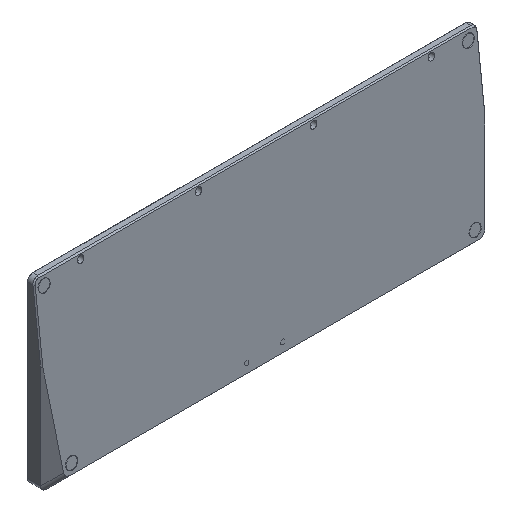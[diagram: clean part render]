
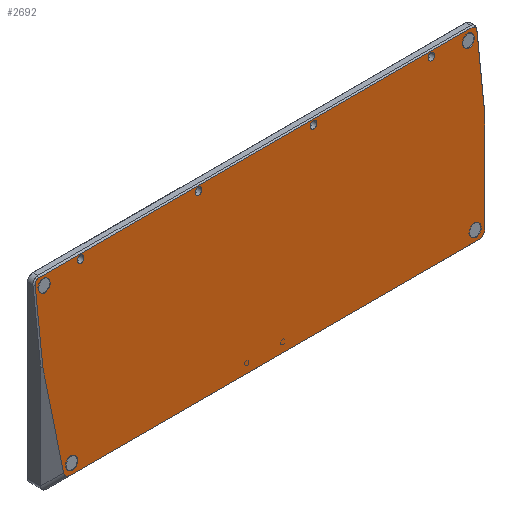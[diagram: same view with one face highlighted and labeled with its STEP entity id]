
A CAD part, isometric view. The second image highlights one B-rep face of the part: STEP entity #2692.
In plain terms, the highlighted planar face has unit normal (0, -0.994, 0.113).
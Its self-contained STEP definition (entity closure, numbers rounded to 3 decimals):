
#34=ELLIPSE('',#2916,10.955,7.);
#35=ELLIPSE('',#2917,10.955,7.);
#36=ELLIPSE('',#2920,3.019,3.);
#37=ELLIPSE('',#2921,3.019,3.);
#38=ELLIPSE('',#2922,3.019,3.);
#39=ELLIPSE('',#2923,3.019,3.);
#42=B_SPLINE_CURVE_WITH_KNOTS('',3,(#4010,#4011,#4012,#4013,#4014,#4015,
#4016,#4017,#4018,#4019),.UNSPECIFIED.,.F.,.F.,(4,3,3,4),(0.,
0.442,0.885,1.548),.UNSPECIFIED.);
#43=B_SPLINE_CURVE_WITH_KNOTS('',3,(#4053,#4054,#4055,#4056,#4057,#4058),
 .UNSPECIFIED.,.F.,.F.,(4,1,1,4),(-1.548,-1.106,-0.663,
0.),.UNSPECIFIED.);
#46=B_SPLINE_CURVE_WITH_KNOTS('',3,(#4094,#4095,#4096,#4097),
 .UNSPECIFIED.,.F.,.F.,(4,4),(1.548,1.571),
 .UNSPECIFIED.);
#48=B_SPLINE_CURVE_WITH_KNOTS('',3,(#4118,#4119,#4120,#4121),
 .UNSPECIFIED.,.F.,.F.,(4,4),(-1.571,-1.548),
 .UNSPECIFIED.);
#125=FACE_BOUND('',#467,.T.);
#126=FACE_BOUND('',#468,.T.);
#127=FACE_BOUND('',#469,.T.);
#128=FACE_BOUND('',#470,.T.);
#129=FACE_BOUND('',#471,.T.);
#130=FACE_BOUND('',#472,.T.);
#131=FACE_BOUND('',#473,.T.);
#132=FACE_BOUND('',#474,.T.);
#186=PLANE('',#2915);
#290=FACE_OUTER_BOUND('',#466,.T.);
#466=EDGE_LOOP('',(#2135,#2136,#2137,#2138,#2139,#2140,#2141,#2142,#2143,
#2144,#2145,#2146));
#467=EDGE_LOOP('',(#2147));
#468=EDGE_LOOP('',(#2148));
#469=EDGE_LOOP('',(#2149));
#470=EDGE_LOOP('',(#2150));
#471=EDGE_LOOP('',(#2151));
#472=EDGE_LOOP('',(#2152));
#473=EDGE_LOOP('',(#2153));
#474=EDGE_LOOP('',(#2154));
#606=LINE('',#3970,#851);
#612=LINE('',#4024,#857);
#618=LINE('',#4073,#863);
#621=LINE('',#4129,#866);
#666=LINE('',#4316,#911);
#712=LINE('',#4430,#957);
#851=VECTOR('',#3155,10.);
#857=VECTOR('',#3163,10.);
#863=VECTOR('',#3171,10.);
#866=VECTOR('',#3178,1.);
#911=VECTOR('',#3329,10.);
#957=VECTOR('',#3433,1.);
#1123=CIRCLE('',#2918,5.25);
#1124=CIRCLE('',#2919,5.25);
#1125=CIRCLE('',#2924,5.25);
#1126=CIRCLE('',#2925,5.25);
#1210=VERTEX_POINT('',#3967);
#1211=VERTEX_POINT('',#3969);
#1213=VERTEX_POINT('',#3998);
#1216=VERTEX_POINT('',#4008);
#1218=VERTEX_POINT('',#4022);
#1220=VERTEX_POINT('',#4051);
#1221=VERTEX_POINT('',#4066);
#1224=VERTEX_POINT('',#4071);
#1227=VERTEX_POINT('',#4127);
#1291=VERTEX_POINT('',#4313);
#1292=VERTEX_POINT('',#4315);
#1331=VERTEX_POINT('',#4428);
#1332=VERTEX_POINT('',#4431);
#1333=VERTEX_POINT('',#4433);
#1334=VERTEX_POINT('',#4435);
#1335=VERTEX_POINT('',#4437);
#1336=VERTEX_POINT('',#4439);
#1337=VERTEX_POINT('',#4441);
#1338=VERTEX_POINT('',#4443);
#1339=VERTEX_POINT('',#4445);
#1466=EDGE_CURVE('',#1210,#1211,#606,.T.);
#1472=EDGE_CURVE('',#1216,#1213,#42,.T.);
#1474=EDGE_CURVE('',#1218,#1216,#612,.T.);
#1477=EDGE_CURVE('',#1220,#1218,#43,.T.);
#1482=EDGE_CURVE('',#1224,#1221,#618,.T.);
#1484=EDGE_CURVE('',#1213,#1224,#46,.T.);
#1486=EDGE_CURVE('',#1211,#1220,#48,.T.);
#1490=EDGE_CURVE('',#1227,#1210,#621,.T.);
#1572=EDGE_CURVE('',#1291,#1292,#666,.T.);
#1629=EDGE_CURVE('',#1292,#1227,#34,.T.);
#1630=EDGE_CURVE('',#1331,#1291,#35,.T.);
#1631=EDGE_CURVE('',#1221,#1331,#712,.T.);
#1632=EDGE_CURVE('',#1332,#1332,#1123,.T.);
#1633=EDGE_CURVE('',#1333,#1333,#1124,.T.);
#1634=EDGE_CURVE('',#1334,#1334,#36,.T.);
#1635=EDGE_CURVE('',#1335,#1335,#37,.T.);
#1636=EDGE_CURVE('',#1336,#1336,#38,.T.);
#1637=EDGE_CURVE('',#1337,#1337,#39,.T.);
#1638=EDGE_CURVE('',#1338,#1338,#1125,.T.);
#1639=EDGE_CURVE('',#1339,#1339,#1126,.T.);
#2135=ORIENTED_EDGE('',*,*,#1466,.F.);
#2136=ORIENTED_EDGE('',*,*,#1490,.F.);
#2137=ORIENTED_EDGE('',*,*,#1629,.F.);
#2138=ORIENTED_EDGE('',*,*,#1572,.F.);
#2139=ORIENTED_EDGE('',*,*,#1630,.F.);
#2140=ORIENTED_EDGE('',*,*,#1631,.F.);
#2141=ORIENTED_EDGE('',*,*,#1482,.F.);
#2142=ORIENTED_EDGE('',*,*,#1484,.F.);
#2143=ORIENTED_EDGE('',*,*,#1472,.F.);
#2144=ORIENTED_EDGE('',*,*,#1474,.F.);
#2145=ORIENTED_EDGE('',*,*,#1477,.F.);
#2146=ORIENTED_EDGE('',*,*,#1486,.F.);
#2147=ORIENTED_EDGE('',*,*,#1632,.T.);
#2148=ORIENTED_EDGE('',*,*,#1633,.T.);
#2149=ORIENTED_EDGE('',*,*,#1634,.T.);
#2150=ORIENTED_EDGE('',*,*,#1635,.T.);
#2151=ORIENTED_EDGE('',*,*,#1636,.T.);
#2152=ORIENTED_EDGE('',*,*,#1637,.T.);
#2153=ORIENTED_EDGE('',*,*,#1638,.T.);
#2154=ORIENTED_EDGE('',*,*,#1639,.T.);
#2692=ADVANCED_FACE('',(#290,#125,#126,#127,#128,#129,#130,#131,#132),#186,
 .T.);
#2915=AXIS2_PLACEMENT_3D('',#4426,#3427,#3428);
#2916=AXIS2_PLACEMENT_3D('',#4427,#3429,#3430);
#2917=AXIS2_PLACEMENT_3D('',#4429,#3431,#3432);
#2918=AXIS2_PLACEMENT_3D('',#4432,#3434,#3435);
#2919=AXIS2_PLACEMENT_3D('',#4434,#3436,#3437);
#2920=AXIS2_PLACEMENT_3D('',#4436,#3438,#3439);
#2921=AXIS2_PLACEMENT_3D('',#4438,#3440,#3441);
#2922=AXIS2_PLACEMENT_3D('',#4440,#3442,#3443);
#2923=AXIS2_PLACEMENT_3D('',#4442,#3444,#3445);
#2924=AXIS2_PLACEMENT_3D('',#4444,#3446,#3447);
#2925=AXIS2_PLACEMENT_3D('',#4446,#3448,#3449);
#3155=DIRECTION('',(0.,0.113,0.994));
#3163=DIRECTION('',(1.,0.,0.));
#3171=DIRECTION('',(0.,-0.113,-0.994));
#3178=DIRECTION('',(-0.112,0.112,0.987));
#3329=DIRECTION('',(-1.,0.,0.));
#3427=DIRECTION('center_axis',(0.,-0.994,0.113));
#3428=DIRECTION('ref_axis',(0.,0.113,0.994));
#3429=DIRECTION('center_axis',(0.,0.994,-0.113));
#3430=DIRECTION('ref_axis',(-0.751,-0.075,-0.657));
#3431=DIRECTION('center_axis',(0.,0.994,-0.113));
#3432=DIRECTION('ref_axis',(0.751,-0.075,-0.657));
#3433=DIRECTION('',(-0.112,-0.112,-0.987));
#3434=DIRECTION('center_axis',(0.,0.994,-0.113));
#3435=DIRECTION('ref_axis',(1.,0.,0.));
#3436=DIRECTION('center_axis',(0.,0.994,-0.113));
#3437=DIRECTION('ref_axis',(1.,0.,0.));
#3438=DIRECTION('center_axis',(0.,0.994,-0.113));
#3439=DIRECTION('ref_axis',(0.,0.113,0.994));
#3440=DIRECTION('center_axis',(0.,0.994,-0.113));
#3441=DIRECTION('ref_axis',(0.,0.113,0.994));
#3442=DIRECTION('center_axis',(0.,0.994,-0.113));
#3443=DIRECTION('ref_axis',(0.,0.113,0.994));
#3444=DIRECTION('center_axis',(0.,0.994,-0.113));
#3445=DIRECTION('ref_axis',(0.,0.113,0.994));
#3446=DIRECTION('center_axis',(0.,0.994,-0.113));
#3447=DIRECTION('ref_axis',(1.,0.,0.));
#3448=DIRECTION('center_axis',(0.,0.994,-0.113));
#3449=DIRECTION('ref_axis',(1.,0.,0.));
#3967=CARTESIAN_POINT('',(-201.5,-7.599,-66.699));
#3969=CARTESIAN_POINT('',(-201.5,-0.57,-5.));
#3970=CARTESIAN_POINT('',(-201.5,-9.591,-84.178));
#3998=CARTESIAN_POINT('',(201.499,-0.559,-4.909));
#4008=CARTESIAN_POINT('',(197.5,-0.113,-0.994));
#4010=CARTESIAN_POINT('Ctrl Pts',(197.5,-0.113,-0.994));
#4011=CARTESIAN_POINT('Ctrl Pts',(198.089,-0.113,-0.994));
#4012=CARTESIAN_POINT('Ctrl Pts',(198.677,-0.128,-1.126));
#4013=CARTESIAN_POINT('Ctrl Pts',(199.209,-0.157,-1.378));
#4014=CARTESIAN_POINT('Ctrl Pts',(199.742,-0.186,-1.631));
#4015=CARTESIAN_POINT('Ctrl Pts',(200.219,-0.228,-2.003));
#4016=CARTESIAN_POINT('Ctrl Pts',(200.592,-0.28,-2.46));
#4017=CARTESIAN_POINT('Ctrl Pts',(201.152,-0.358,-3.145));
#4018=CARTESIAN_POINT('Ctrl Pts',(201.479,-0.458,-4.022));
#4019=CARTESIAN_POINT('Ctrl Pts',(201.499,-0.559,-4.909));
#4022=CARTESIAN_POINT('',(-197.5,-0.113,-0.994));
#4024=CARTESIAN_POINT('',(-202.5,-0.113,-0.994));
#4051=CARTESIAN_POINT('',(-201.499,-0.559,-4.909));
#4053=CARTESIAN_POINT('Ctrl Pts',(-201.499,-0.559,
-4.909));
#4054=CARTESIAN_POINT('Ctrl Pts',(-201.486,-0.492,
-4.318));
#4055=CARTESIAN_POINT('Ctrl Pts',(-201.192,-0.358,-3.143));
#4056=CARTESIAN_POINT('Ctrl Pts',(-199.851,-0.171,
-1.502));
#4057=CARTESIAN_POINT('Ctrl Pts',(-198.383,-0.113,
-0.994));
#4058=CARTESIAN_POINT('Ctrl Pts',(-197.5,-0.113,-0.994));
#4066=CARTESIAN_POINT('',(201.5,-7.599,-66.699));
#4071=CARTESIAN_POINT('',(201.5,-0.57,-5.));
#4073=CARTESIAN_POINT('',(201.5,-9.591,-84.178));
#4094=CARTESIAN_POINT('Ctrl Pts',(201.499,-0.559,-4.909));
#4095=CARTESIAN_POINT('Ctrl Pts',(201.5,-0.563,-4.939));
#4096=CARTESIAN_POINT('Ctrl Pts',(201.5,-0.566,-4.97));
#4097=CARTESIAN_POINT('Ctrl Pts',(201.5,-0.57,-5.));
#4118=CARTESIAN_POINT('Ctrl Pts',(-201.5,-0.57,-5.));
#4119=CARTESIAN_POINT('Ctrl Pts',(-201.5,-0.566,-4.97));
#4120=CARTESIAN_POINT('Ctrl Pts',(-201.5,-0.563,
-4.939));
#4121=CARTESIAN_POINT('Ctrl Pts',(-201.499,-0.559,
-4.909));
#4127=CARTESIAN_POINT('',(-192.054,-17.045,-149.604));
#4129=CARTESIAN_POINT('',(-209.582,0.482,4.232));
#4313=CARTESIAN_POINT('',(186.598,-17.552,-154.048));
#4315=CARTESIAN_POINT('',(-186.598,-17.552,-154.048));
#4316=CARTESIAN_POINT('',(-233.026,-17.552,-154.048));
#4426=CARTESIAN_POINT('Origin',(-202.5,-9.4,-82.5));
#4427=CARTESIAN_POINT('Origin',(-182.661,-16.539,-145.161));
#4428=CARTESIAN_POINT('',(192.054,-17.045,-149.604));
#4429=CARTESIAN_POINT('Origin',(182.661,-16.539,-145.161));
#4430=CARTESIAN_POINT('',(207.019,-2.08,-18.256));
#4431=CARTESIAN_POINT('',(-189.304,-16.646,-146.099));
#4432=CARTESIAN_POINT('Origin',(-184.054,-16.646,-146.099));
#4433=CARTESIAN_POINT('',(178.804,-16.646,-146.099));
#4434=CARTESIAN_POINT('Origin',(184.054,-16.646,-146.099));
#4435=CARTESIAN_POINT('',(49.5,-0.57,-5.));
#4436=CARTESIAN_POINT('Origin',(52.5,-0.57,-5.));
#4437=CARTESIAN_POINT('',(157.,-0.57,-5.));
#4438=CARTESIAN_POINT('Origin',(160.,-0.57,-5.));
#4439=CARTESIAN_POINT('',(-55.5,-0.57,-5.));
#4440=CARTESIAN_POINT('Origin',(-52.5,-0.57,-5.));
#4441=CARTESIAN_POINT('',(-163.,-0.57,-5.));
#4442=CARTESIAN_POINT('Origin',(-160.,-0.57,-5.));
#4443=CARTESIAN_POINT('',(-198.75,-1.019,-8.942));
#4444=CARTESIAN_POINT('Origin',(-193.5,-1.019,-8.942));
#4445=CARTESIAN_POINT('',(188.25,-1.019,-8.942));
#4446=CARTESIAN_POINT('Origin',(193.5,-1.019,-8.942));
